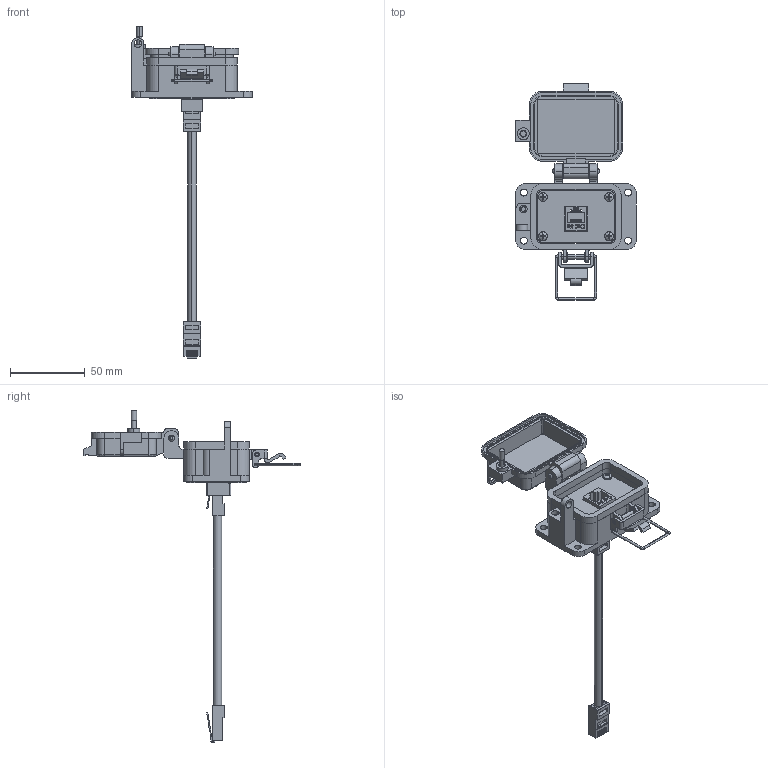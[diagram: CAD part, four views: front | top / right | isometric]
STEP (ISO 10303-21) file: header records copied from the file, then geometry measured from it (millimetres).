
FILE_DESCRIPTION (( 'STEP AP203' ), '1' );
FILE_NAME ('P-R13-B3RX_3D.STEP', '2025-02-21T15:04:43', ( '' ), ( '' ), 'SwSTEP 2.0', 'SolidWorks 2023', '' );
FILE_SCHEMA (( 'CONFIG_CONTROL_DESIGN' ));
Length unit declared in the file: inch
Products named in the file (11): 92005A124_METRIC PAN HEAD PHILLIPS MACHINE SCREW_92005A124; P-R13-B3RX_TP060_1; P-R13-B3RX_BP180_1; R13; P-R13-B3RX_FP060_1; Z-300-RJ45CAT5; Z-000-4243316TFP; Z-020-3070; Z-H-B3_B; P-R13-B3RX_3D; -B3
Assembly tree (15 placements, depth 3):
  P-R13-B3RX_3D
    -B3
      Z-H-B3_B
    P-R13-B3RX_BP180_1
    P-R13-B3RX_FP060_1
    P-R13-B3RX_TP060_1
    Z-000-4243316TFP  x3
    R13
      Z-300-RJ45CAT5
      Z-020-3070
    92005A124_METRIC PAN HEAD PHILLIPS MACHINE SCREW_92005A124  x4
Bounding box: 80.57 x 144.93 x 222.17 mm (x, y, z)
Volume: 67282 mm3; surface area: 57642.7 mm2
Topology: 26 solids, 26 shells, 2246 faces, 6281 edges, 4130 vertices
Faces by surface type: cylinder 1032, plane 872, bspline 247, cone 71, torus 16, sphere 8
Entity records: 62873 total; most frequent: CARTESIAN_POINT 22710, ORIENTED_EDGE 8698, DIRECTION 7298, EDGE_CURVE 4349, VERTEX_POINT 2863, LINE 2686, VECTOR 2686, AXIS2_PLACEMENT_3D 2306
